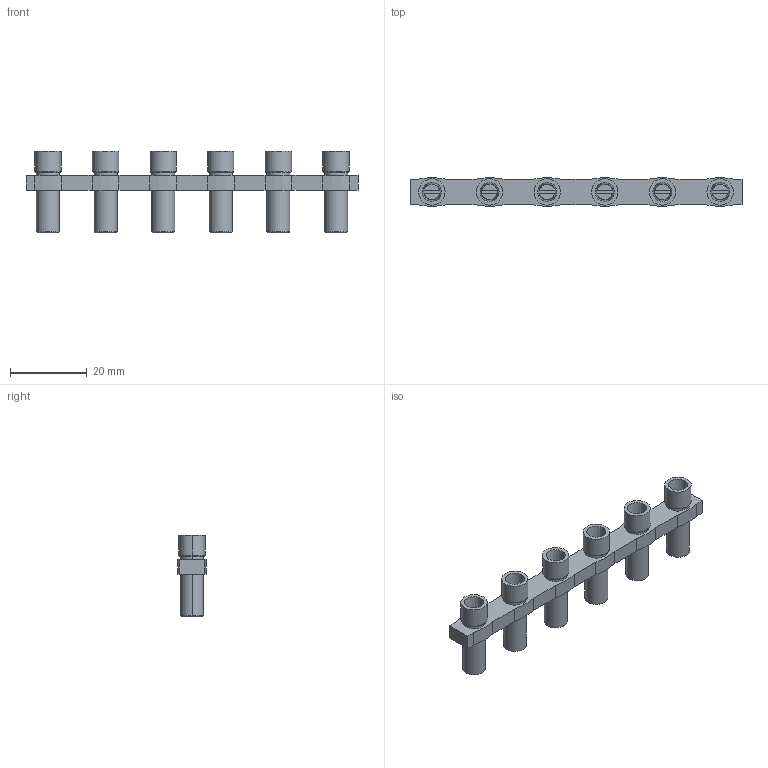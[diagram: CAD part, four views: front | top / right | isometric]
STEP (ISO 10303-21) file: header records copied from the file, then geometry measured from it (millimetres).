
FILE_DESCRIPTION (( 'STEP AP203' ), '1' );
FILE_NAME ('6''LI - MRK 35 ÜST KÖPRÜ.STEP', '2020-03-26T09:59:29', ( '' ), ( '' ), 'SwSTEP 2.0', 'SolidWorks 2011', '' );
FILE_SCHEMA (( 'CONFIG_CONTROL_DESIGN' ));
Length unit declared in the file: millimetre
Products named in the file (1): 6''LI - MRK 35 ÜST KÖPRÜ
Bounding box: 86.4 x 7.32 x 21.2 mm (x, y, z)
Volume: 4968.5 mm3; surface area: 5609.6 mm2
Topology: 1 solids, 7 shells, 308 faces, 714 edges, 464 vertices
Faces by surface type: plane 110, cylinder 108, bspline 54, cone 36
Entity records: 10929 total; most frequent: CARTESIAN_POINT 3912, DIRECTION 1466, ORIENTED_EDGE 1428, EDGE_CURVE 714, AXIS2_PLACEMENT_3D 611, VERTEX_POINT 464, EDGE_LOOP 364, CIRCLE 356
